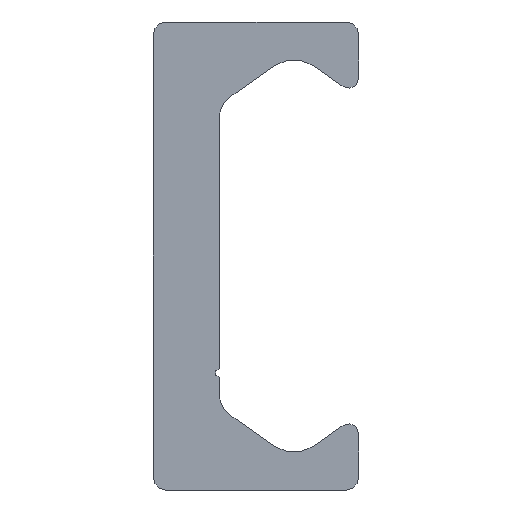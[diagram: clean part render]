
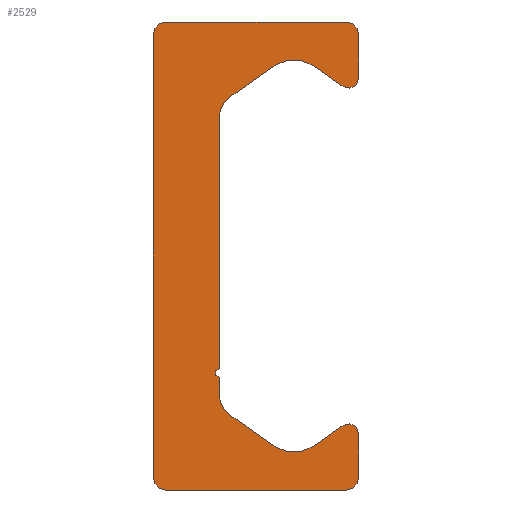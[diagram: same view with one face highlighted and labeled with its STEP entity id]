
A CAD part, left-side view. The second image highlights one B-rep face of the part: STEP entity #2529.
In plain terms, the highlighted planar face has unit normal (-1, 0, 0).
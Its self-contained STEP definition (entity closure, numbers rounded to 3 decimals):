
#1620=CARTESIAN_POINT('',(0.0,5.4,-14.));
#1621=VERTEX_POINT('',#1620);
#1628=CARTESIAN_POINT('',(0.0,6.15,-13.25));
#1629=VERTEX_POINT('',#1628);
#1630=CARTESIAN_POINT('',(0.0,5.4,-13.25));
#1631=DIRECTION('',(1.0,0.0,0.0));
#1632=DIRECTION('',(0.0,0.0,-1.0));
#1633=AXIS2_PLACEMENT_3D('',#1630,#1631,#1632);
#1634=CIRCLE('',#1633,0.75);
#1635=EDGE_CURVE('',#1621,#1629,#1634,.T.);
#1659=CARTESIAN_POINT('',(0.0,-5.4,-14.));
#1660=VERTEX_POINT('',#1659);
#1667=CARTESIAN_POINT('',(0.0,-5.4,-14.));
#1668=DIRECTION('',(0.0,1.0,0.0));
#1669=VECTOR('',#1668,10.8);
#1670=LINE('',#1667,#1669);
#1671=EDGE_CURVE('',#1660,#1621,#1670,.T.);
#1691=CARTESIAN_POINT('',(0.0,-6.15,-13.25));
#1692=VERTEX_POINT('',#1691);
#1699=CARTESIAN_POINT('',(0.0,-5.4,-13.25));
#1700=DIRECTION('',(1.0,0.0,0.0));
#1701=DIRECTION('',(0.0,-1.0,0.0));
#1702=AXIS2_PLACEMENT_3D('',#1699,#1700,#1701);
#1703=CIRCLE('',#1702,0.75);
#1704=EDGE_CURVE('',#1692,#1660,#1703,.T.);
#1723=CARTESIAN_POINT('',(0.0,-6.15,-10.63));
#1724=VERTEX_POINT('',#1723);
#1731=CARTESIAN_POINT('',(0.0,-6.15,-10.63));
#1732=DIRECTION('',(0.0,0.0,-1.0));
#1733=VECTOR('',#1732,2.62);
#1734=LINE('',#1731,#1733);
#1735=EDGE_CURVE('',#1724,#1692,#1734,.T.);
#1755=CARTESIAN_POINT('',(0.0,-5.206,-10.139));
#1756=VERTEX_POINT('',#1755);
#1763=CARTESIAN_POINT('',(0.0,-5.55,-10.63));
#1764=DIRECTION('',(1.0,0.0,0.0));
#1765=DIRECTION('',(0.0,0.574,0.819));
#1766=AXIS2_PLACEMENT_3D('',#1763,#1764,#1765);
#1767=CIRCLE('',#1766,0.6);
#1768=EDGE_CURVE('',#1756,#1724,#1767,.T.);
#1787=CARTESIAN_POINT('',(0.0,-3.417,-11.391));
#1788=VERTEX_POINT('',#1787);
#1795=CARTESIAN_POINT('',(0.0,-3.417,-11.391));
#1796=DIRECTION('',(0.0,-0.819,0.574));
#1797=VECTOR('',#1796,2.184);
#1798=LINE('',#1795,#1797);
#1799=EDGE_CURVE('',#1788,#1756,#1798,.T.);
#1819=CARTESIAN_POINT('',(0.0,-1.123,-11.391));
#1820=VERTEX_POINT('',#1819);
#1827=CARTESIAN_POINT('',(0.0,-2.27,-9.753));
#1828=DIRECTION('',(-1.0,0.0,0.0));
#1829=DIRECTION('',(0.0,0.574,0.819));
#1830=AXIS2_PLACEMENT_3D('',#1827,#1828,#1829);
#1831=CIRCLE('',#1830,2.0);
#1832=EDGE_CURVE('',#1820,#1788,#1831,.T.);
#1851=CARTESIAN_POINT('',(0.0,1.56,-9.512));
#1852=VERTEX_POINT('',#1851);
#1859=CARTESIAN_POINT('',(0.0,1.56,-9.512));
#1860=DIRECTION('',(0.0,-0.819,-0.574));
#1861=VECTOR('',#1860,3.276);
#1862=LINE('',#1859,#1861);
#1863=EDGE_CURVE('',#1852,#1820,#1862,.T.);
#1883=CARTESIAN_POINT('',(0.0,2.2,-8.283));
#1884=VERTEX_POINT('',#1883);
#1891=CARTESIAN_POINT('',(0.0,0.7,-8.283));
#1892=DIRECTION('',(-1.0,0.0,0.0));
#1893=DIRECTION('',(0.0,-0.574,0.819));
#1894=AXIS2_PLACEMENT_3D('',#1891,#1892,#1893);
#1895=CIRCLE('',#1894,1.5);
#1896=EDGE_CURVE('',#1884,#1852,#1895,.T.);
#1915=CARTESIAN_POINT('',(0.0,2.2,-7.25));
#1916=VERTEX_POINT('',#1915);
#1923=CARTESIAN_POINT('',(0.0,2.2,-7.25));
#1924=DIRECTION('',(0.0,0.0,-1.0));
#1925=VECTOR('',#1924,1.033);
#1926=LINE('',#1923,#1925);
#1927=EDGE_CURVE('',#1916,#1884,#1926,.T.);
#1947=CARTESIAN_POINT('',(0.0,2.2,-6.75));
#1948=VERTEX_POINT('',#1947);
#1955=CARTESIAN_POINT('',(0.0,2.2,-7.));
#1956=DIRECTION('',(-1.0,0.0,0.0));
#1957=DIRECTION('',(0.0,0.0,1.0));
#1958=AXIS2_PLACEMENT_3D('',#1955,#1956,#1957);
#1959=CIRCLE('',#1958,0.25);
#1960=EDGE_CURVE('',#1948,#1916,#1959,.T.);
#1979=CARTESIAN_POINT('',(0.0,2.2,8.283));
#1980=VERTEX_POINT('',#1979);
#1987=CARTESIAN_POINT('',(0.0,2.2,8.283));
#1988=DIRECTION('',(0.0,0.0,-1.0));
#1989=VECTOR('',#1988,15.033);
#1990=LINE('',#1987,#1989);
#1991=EDGE_CURVE('',#1980,#1948,#1990,.T.);
#2107=CARTESIAN_POINT('',(0.0,1.56,9.512));
#2108=VERTEX_POINT('',#2107);
#2115=CARTESIAN_POINT('',(0.0,0.7,8.283));
#2116=DIRECTION('',(-1.0,0.0,0.0));
#2117=DIRECTION('',(0.0,-1.0,0.0));
#2118=AXIS2_PLACEMENT_3D('',#2115,#2116,#2117);
#2119=CIRCLE('',#2118,1.5);
#2120=EDGE_CURVE('',#2108,#1980,#2119,.T.);
#2139=CARTESIAN_POINT('',(0.0,-1.123,11.391));
#2140=VERTEX_POINT('',#2139);
#2147=CARTESIAN_POINT('',(0.0,-1.123,11.391));
#2148=DIRECTION('',(0.0,0.819,-0.574));
#2149=VECTOR('',#2148,3.276);
#2150=LINE('',#2147,#2149);
#2151=EDGE_CURVE('',#2140,#2108,#2150,.T.);
#2171=CARTESIAN_POINT('',(0.0,-3.417,11.391));
#2172=VERTEX_POINT('',#2171);
#2179=CARTESIAN_POINT('',(0.0,-2.27,9.753));
#2180=DIRECTION('',(-1.0,0.0,0.0));
#2181=DIRECTION('',(0.0,-0.574,-0.819));
#2182=AXIS2_PLACEMENT_3D('',#2179,#2180,#2181);
#2183=CIRCLE('',#2182,2.0);
#2184=EDGE_CURVE('',#2172,#2140,#2183,.T.);
#2203=CARTESIAN_POINT('',(0.0,-5.206,10.139));
#2204=VERTEX_POINT('',#2203);
#2211=CARTESIAN_POINT('',(0.0,-5.206,10.139));
#2212=DIRECTION('',(0.0,0.819,0.574));
#2213=VECTOR('',#2212,2.184);
#2214=LINE('',#2211,#2213);
#2215=EDGE_CURVE('',#2204,#2172,#2214,.T.);
#2235=CARTESIAN_POINT('',(0.0,-6.15,10.63));
#2236=VERTEX_POINT('',#2235);
#2243=CARTESIAN_POINT('',(0.0,-5.55,10.63));
#2244=DIRECTION('',(1.0,0.0,0.0));
#2245=DIRECTION('',(0.0,-1.0,0.0));
#2246=AXIS2_PLACEMENT_3D('',#2243,#2244,#2245);
#2247=CIRCLE('',#2246,0.6);
#2248=EDGE_CURVE('',#2236,#2204,#2247,.T.);
#2267=CARTESIAN_POINT('',(0.0,-6.15,13.25));
#2268=VERTEX_POINT('',#2267);
#2275=CARTESIAN_POINT('',(0.0,-6.15,13.25));
#2276=DIRECTION('',(0.0,0.0,-1.0));
#2277=VECTOR('',#2276,2.62);
#2278=LINE('',#2275,#2277);
#2279=EDGE_CURVE('',#2268,#2236,#2278,.T.);
#2299=CARTESIAN_POINT('',(0.0,-5.4,14.));
#2300=VERTEX_POINT('',#2299);
#2307=CARTESIAN_POINT('',(0.0,-5.4,13.25));
#2308=DIRECTION('',(1.0,0.0,0.0));
#2309=DIRECTION('',(0.0,0.0,1.0));
#2310=AXIS2_PLACEMENT_3D('',#2307,#2308,#2309);
#2311=CIRCLE('',#2310,0.75);
#2312=EDGE_CURVE('',#2300,#2268,#2311,.T.);
#2331=CARTESIAN_POINT('',(0.0,5.4,14.));
#2332=VERTEX_POINT('',#2331);
#2339=CARTESIAN_POINT('',(0.0,5.4,14.));
#2340=DIRECTION('',(0.0,-1.0,0.0));
#2341=VECTOR('',#2340,10.8);
#2342=LINE('',#2339,#2341);
#2343=EDGE_CURVE('',#2332,#2300,#2342,.T.);
#2363=CARTESIAN_POINT('',(0.0,6.15,13.25));
#2364=VERTEX_POINT('',#2363);
#2371=CARTESIAN_POINT('',(0.0,5.4,13.25));
#2372=DIRECTION('',(1.0,0.0,0.0));
#2373=DIRECTION('',(0.0,1.0,0.0));
#2374=AXIS2_PLACEMENT_3D('',#2371,#2372,#2373);
#2375=CIRCLE('',#2374,0.75);
#2376=EDGE_CURVE('',#2364,#2332,#2375,.T.);
#2394=CARTESIAN_POINT('',(0.0,6.15,-13.25));
#2395=DIRECTION('',(0.0,0.0,1.0));
#2396=VECTOR('',#2395,26.5);
#2397=LINE('',#2394,#2396);
#2398=EDGE_CURVE('',#1629,#2364,#2397,.T.);
#2500=CARTESIAN_POINT('',(0.0,1.352,-0.021));
#2501=DIRECTION('',(1.0,0.0,0.0));
#2502=DIRECTION('',(0.0,0.0,-1.0));
#2503=AXIS2_PLACEMENT_3D('',#2500,#2501,#2502);
#2504=PLANE('',#2503);
#2505=ORIENTED_EDGE('',*,*,#2398,.F.);
#2506=ORIENTED_EDGE('',*,*,#1635,.F.);
#2507=ORIENTED_EDGE('',*,*,#1671,.F.);
#2508=ORIENTED_EDGE('',*,*,#1704,.F.);
#2509=ORIENTED_EDGE('',*,*,#1735,.F.);
#2510=ORIENTED_EDGE('',*,*,#1768,.F.);
#2511=ORIENTED_EDGE('',*,*,#1799,.F.);
#2512=ORIENTED_EDGE('',*,*,#1832,.F.);
#2513=ORIENTED_EDGE('',*,*,#1863,.F.);
#2514=ORIENTED_EDGE('',*,*,#1896,.F.);
#2515=ORIENTED_EDGE('',*,*,#1927,.F.);
#2516=ORIENTED_EDGE('',*,*,#1960,.F.);
#2517=ORIENTED_EDGE('',*,*,#1991,.F.);
#2518=ORIENTED_EDGE('',*,*,#2120,.F.);
#2519=ORIENTED_EDGE('',*,*,#2151,.F.);
#2520=ORIENTED_EDGE('',*,*,#2184,.F.);
#2521=ORIENTED_EDGE('',*,*,#2215,.F.);
#2522=ORIENTED_EDGE('',*,*,#2248,.F.);
#2523=ORIENTED_EDGE('',*,*,#2279,.F.);
#2524=ORIENTED_EDGE('',*,*,#2312,.F.);
#2525=ORIENTED_EDGE('',*,*,#2343,.F.);
#2526=ORIENTED_EDGE('',*,*,#2376,.F.);
#2527=EDGE_LOOP('',(#2505,#2506,#2507,#2508,#2509,#2510,#2511,#2512,#2513,#2514,#2515,#2516,#2517,#2518,#2519,#2520,#2521,#2522,#2523,#2524,#2525,#2526));
#2528=FACE_OUTER_BOUND('',#2527,.T.);
#2529=ADVANCED_FACE('',(#2528),#2504,.F.);
